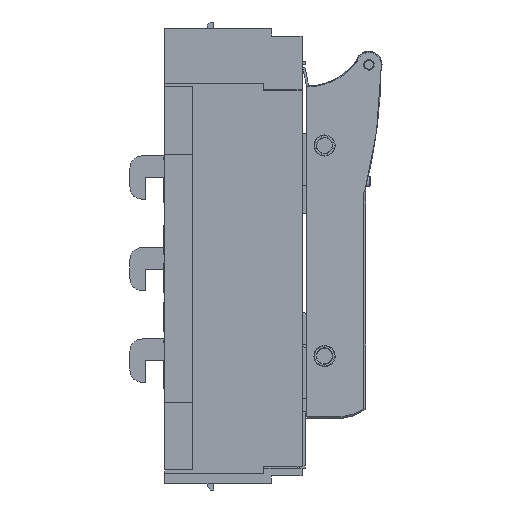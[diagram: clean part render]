
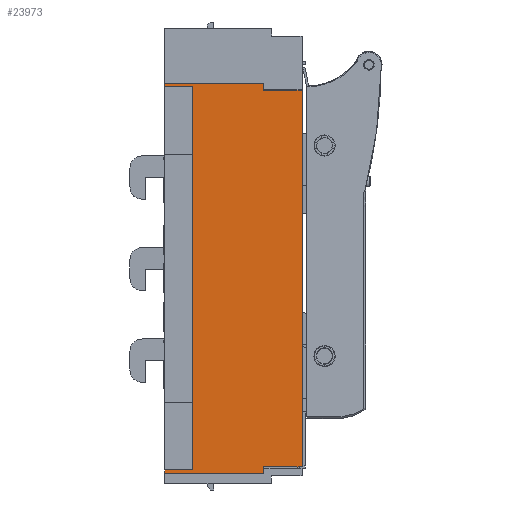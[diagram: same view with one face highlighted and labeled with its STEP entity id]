
A CAD part, left-side view. The second image highlights one B-rep face of the part: STEP entity #23973.
In plain terms, the highlighted planar face has unit normal (-1, 0, 0).
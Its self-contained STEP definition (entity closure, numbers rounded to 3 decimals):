
#23873=AXIS2_PLACEMENT_3D('Plane Axis2P3D',#23870,#23871,#23872) ;
#23870=CARTESIAN_POINT('Axis2P3D Location',(-125.,-0.5,-6.108)) ;
#23875=CARTESIAN_POINT('Line Origine',(-125.,-65.5,-6.108)) ;
#23879=CARTESIAN_POINT('Vertex',(-125.,-65.5,-133.608)) ;
#23881=CARTESIAN_POINT('Vertex',(-125.,-65.5,-129.608)) ;
#23884=CARTESIAN_POINT('Line Origine',(-125.,-45.5,-129.608)) ;
#23888=CARTESIAN_POINT('Vertex',(-125.,-90.5,-129.608)) ;
#23891=CARTESIAN_POINT('Line Origine',(-125.,-90.5,-6.108)) ;
#23895=CARTESIAN_POINT('Vertex',(-125.,-90.5,117.392)) ;
#23898=CARTESIAN_POINT('Line Origine',(-125.,-45.5,117.392)) ;
#23902=CARTESIAN_POINT('Vertex',(-125.,-65.5,117.392)) ;
#23905=CARTESIAN_POINT('Line Origine',(-125.,-65.5,-6.108)) ;
#23909=CARTESIAN_POINT('Vertex',(-125.,-65.5,121.392)) ;
#23912=CARTESIAN_POINT('Line Origine',(-125.,-45.5,121.392)) ;
#23916=CARTESIAN_POINT('Vertex',(-125.,-0.5,121.392)) ;
#23919=CARTESIAN_POINT('Line Origine',(-125.,-0.5,-6.108)) ;
#23923=CARTESIAN_POINT('Vertex',(-125.,-0.5,119.392)) ;
#23926=CARTESIAN_POINT('Line Origine',(-125.,-45.5,119.392)) ;
#23930=CARTESIAN_POINT('Vertex',(-125.,-19.,119.392)) ;
#23933=CARTESIAN_POINT('Line Origine',(-125.,-19.,-6.108)) ;
#23937=CARTESIAN_POINT('Vertex',(-125.,-19.,-131.608)) ;
#23940=CARTESIAN_POINT('Line Origine',(-125.,-45.5,-131.608)) ;
#23944=CARTESIAN_POINT('Vertex',(-125.,-0.5,-131.608)) ;
#23947=CARTESIAN_POINT('Line Origine',(-125.,-0.5,-6.108)) ;
#23951=CARTESIAN_POINT('Vertex',(-125.,-0.5,-133.608)) ;
#23954=CARTESIAN_POINT('Line Origine',(-125.,-45.5,-133.608)) ;
#23871=DIRECTION('Axis2P3D Direction',(-1.,0.,0.)) ;
#23872=DIRECTION('Axis2P3D XDirection',(0.,-1.,0.)) ;
#23876=DIRECTION('Vector Direction',(0.,0.,1.)) ;
#23885=DIRECTION('Vector Direction',(0.,-1.,0.)) ;
#23892=DIRECTION('Vector Direction',(0.,0.,1.)) ;
#23899=DIRECTION('Vector Direction',(0.,-1.,0.)) ;
#23906=DIRECTION('Vector Direction',(0.,0.,1.)) ;
#23913=DIRECTION('Vector Direction',(0.,-1.,0.)) ;
#23920=DIRECTION('Vector Direction',(0.,0.,1.)) ;
#23927=DIRECTION('Vector Direction',(0.,-1.,0.)) ;
#23934=DIRECTION('Vector Direction',(0.,0.,1.)) ;
#23941=DIRECTION('Vector Direction',(0.,-1.,0.)) ;
#23948=DIRECTION('Vector Direction',(0.,0.,1.)) ;
#23955=DIRECTION('Vector Direction',(0.,-1.,0.)) ;
#23877=VECTOR('Line Direction',#23876,1.) ;
#23886=VECTOR('Line Direction',#23885,1.) ;
#23893=VECTOR('Line Direction',#23892,1.) ;
#23900=VECTOR('Line Direction',#23899,1.) ;
#23907=VECTOR('Line Direction',#23906,1.) ;
#23914=VECTOR('Line Direction',#23913,1.) ;
#23921=VECTOR('Line Direction',#23920,1.) ;
#23928=VECTOR('Line Direction',#23927,1.) ;
#23935=VECTOR('Line Direction',#23934,1.) ;
#23942=VECTOR('Line Direction',#23941,1.) ;
#23949=VECTOR('Line Direction',#23948,1.) ;
#23956=VECTOR('Line Direction',#23955,1.) ;
#23960=ORIENTED_EDGE('',*,*,#23883,.T.) ;
#23961=ORIENTED_EDGE('',*,*,#23890,.F.) ;
#23962=ORIENTED_EDGE('',*,*,#23897,.T.) ;
#23963=ORIENTED_EDGE('',*,*,#23904,.T.) ;
#23964=ORIENTED_EDGE('',*,*,#23911,.T.) ;
#23965=ORIENTED_EDGE('',*,*,#23918,.T.) ;
#23966=ORIENTED_EDGE('',*,*,#23925,.T.) ;
#23967=ORIENTED_EDGE('',*,*,#23932,.T.) ;
#23968=ORIENTED_EDGE('',*,*,#23939,.T.) ;
#23969=ORIENTED_EDGE('',*,*,#23946,.T.) ;
#23970=ORIENTED_EDGE('',*,*,#23953,.T.) ;
#23971=ORIENTED_EDGE('',*,*,#23958,.T.) ;
#23973=ADVANCED_FACE('T0585_03_KETO-3-3_60_Ao_34245_L01_Gehaeuse',(#23972),#23874,.T.) ;
#23883=EDGE_CURVE('',#23880,#23882,#23878,.T.) ;
#23890=EDGE_CURVE('',#23889,#23882,#23887,.F.) ;
#23897=EDGE_CURVE('',#23889,#23896,#23894,.T.) ;
#23904=EDGE_CURVE('',#23896,#23903,#23901,.F.) ;
#23911=EDGE_CURVE('',#23903,#23910,#23908,.T.) ;
#23918=EDGE_CURVE('',#23910,#23917,#23915,.F.) ;
#23925=EDGE_CURVE('',#23917,#23924,#23922,.F.) ;
#23932=EDGE_CURVE('',#23924,#23931,#23929,.T.) ;
#23939=EDGE_CURVE('',#23931,#23938,#23936,.F.) ;
#23946=EDGE_CURVE('',#23938,#23945,#23943,.F.) ;
#23953=EDGE_CURVE('',#23945,#23952,#23950,.F.) ;
#23958=EDGE_CURVE('',#23952,#23880,#23957,.T.) ;
#23959=EDGE_LOOP('',(#23960,#23961,#23962,#23963,#23964,#23965,#23966,#23967,#23968,#23969,#23970,#23971)) ;
#23972=FACE_OUTER_BOUND('',#23959,.T.) ;
#23878=LINE('Line',#23875,#23877) ;
#23887=LINE('Line',#23884,#23886) ;
#23894=LINE('Line',#23891,#23893) ;
#23901=LINE('Line',#23898,#23900) ;
#23908=LINE('Line',#23905,#23907) ;
#23915=LINE('Line',#23912,#23914) ;
#23922=LINE('Line',#23919,#23921) ;
#23929=LINE('Line',#23926,#23928) ;
#23936=LINE('Line',#23933,#23935) ;
#23943=LINE('Line',#23940,#23942) ;
#23950=LINE('Line',#23947,#23949) ;
#23957=LINE('Line',#23954,#23956) ;
#23874=PLANE('Plane',#23873) ;
#23880=VERTEX_POINT('',#23879) ;
#23882=VERTEX_POINT('',#23881) ;
#23889=VERTEX_POINT('',#23888) ;
#23896=VERTEX_POINT('',#23895) ;
#23903=VERTEX_POINT('',#23902) ;
#23910=VERTEX_POINT('',#23909) ;
#23917=VERTEX_POINT('',#23916) ;
#23924=VERTEX_POINT('',#23923) ;
#23931=VERTEX_POINT('',#23930) ;
#23938=VERTEX_POINT('',#23937) ;
#23945=VERTEX_POINT('',#23944) ;
#23952=VERTEX_POINT('',#23951) ;
